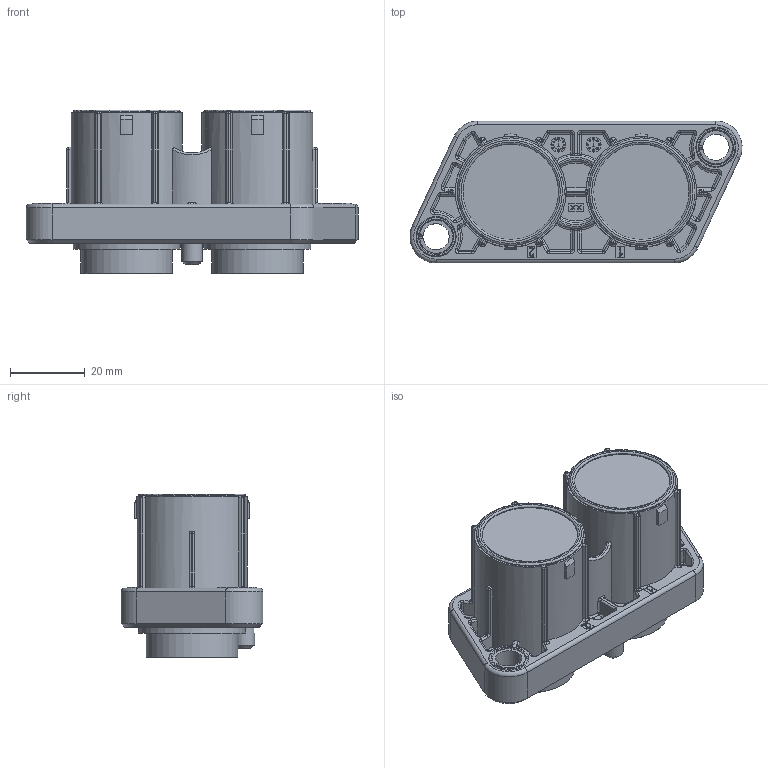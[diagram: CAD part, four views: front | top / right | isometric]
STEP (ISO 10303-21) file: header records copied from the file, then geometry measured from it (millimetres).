
FILE_DESCRIPTION(/* description */ (''),/* implementation_level */ '2;1');
FILE_NAME(/* name */ 'Vovlo 50&70 customer version.stp',/* time_stamp */ '2020-05-06T03:36:17+00:00',/* author */ (''),/* organization */ (''),/* preprocessor_version */ 'ST-DEVELOPER v16',/* originating_system */ 'SIEMENS PLM Software NX 11.0',/* authorisation */ '');
FILE_SCHEMA (('AUTOMOTIVE_DESIGN { 1 0 10303 214 3 1 1 1 }'));
Length unit declared in the file: millimetre
Products named in the file (3): 35197714_01-MOUN; 35197272_01-SLEV; Vovlo 50_70_stp
Assembly tree (3 placements, depth 2):
  Vovlo 50_70_stp
    35197272_01-SLEV  x2
    35197714_01-MOUN
Bounding box: 88.97 x 38 x 43.9 mm (x, y, z)
Volume: 61415.2 mm3; surface area: 21413.4 mm2
Topology: 3 solids, 3 shells, 1741 faces, 4489 edges, 2755 vertices
Faces by surface type: plane 980, cylinder 353, torus 150, sphere 107, bspline 66, extrusion 56, cone 29
Full cylindrical faces by diameter (mm): 0.625 x2, 4 x2, 5.5 x1, 9.05 x2, 21.9 x2, 24.5 x2, 25.6 x2, 28.7 x2, 29.653 x1, 29.7 x1
Entity records: 54687 total; most frequent: CARTESIAN_POINT 14186, ORIENTED_EDGE 8552, DIRECTION 8014, EDGE_CURVE 4276, VECTOR 2934, LINE 2878, VERTEX_POINT 2702, AXIS2_PLACEMENT_3D 2540
